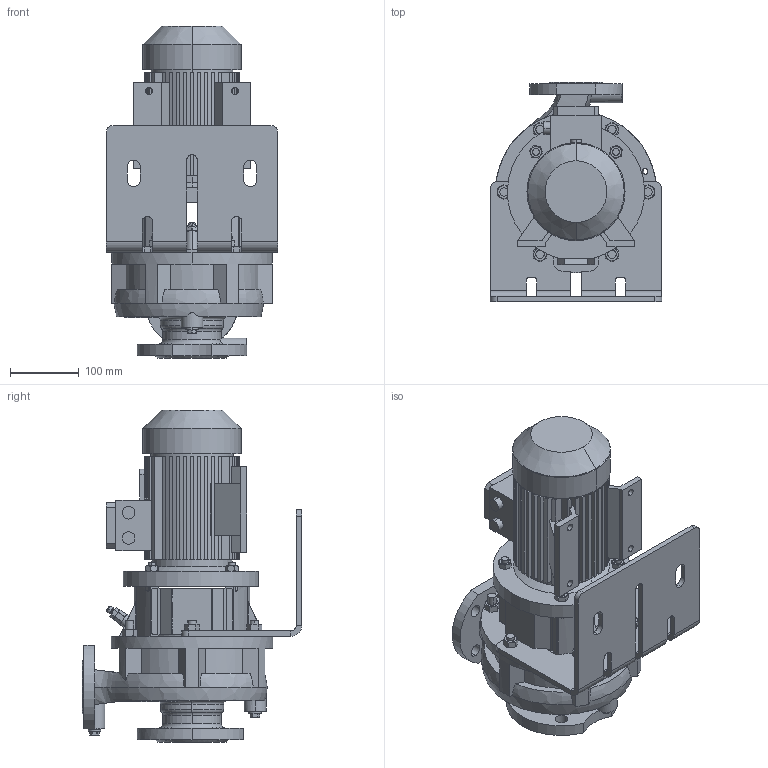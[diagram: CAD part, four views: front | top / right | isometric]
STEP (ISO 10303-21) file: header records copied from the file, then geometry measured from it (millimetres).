
FILE_DESCRIPTION (( 'STEP AP214' ), '1' );
FILE_NAME ('ﾌﾓ-311-200-ﾌ2-311-203-03-41.step', '2025-04-07T07:30:50', ( 'adb' ), ( '' ), 'SwSTEP 2.0', 'SolidWorks 2016', '' );
FILE_SCHEMA (( 'AUTOMOTIVE_DESIGN' ));
Length unit declared in the file: millimetre
Products named in the file (1): ﾌﾓ-311-200-ﾌ2-311-203-03-41
Bounding box: 250 x 320 x 484 mm (x, y, z)
Volume: 8036002.8 mm3; surface area: 1015702.4 mm2
Topology: 8 solids, 17 shells, 1073 faces, 2850 edges, 1848 vertices
Faces by surface type: plane 583, cylinder 369, cone 89, bspline 27, torus 5
Entity records: 52819 total; most frequent: CARTESIAN_POINT 14094, ORIENTED_EDGE 5696, DIRECTION 5500, EDGE_CURVE 2848, AXIS2_PLACEMENT_3D 1979, VERTEX_POINT 1848, LINE 1542, VECTOR 1542
